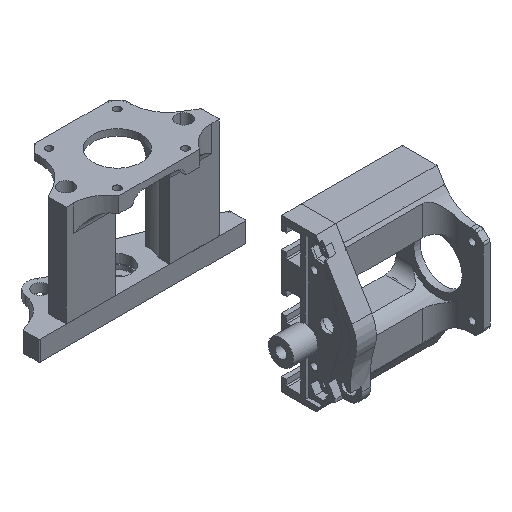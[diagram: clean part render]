
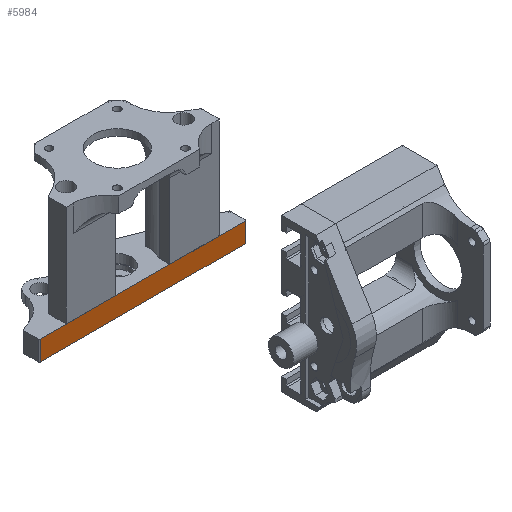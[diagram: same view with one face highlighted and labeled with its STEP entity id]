
A CAD part, isometric view. The second image highlights one B-rep face of the part: STEP entity #5984.
In plain terms, the highlighted planar face has unit normal (0, -1, 0).
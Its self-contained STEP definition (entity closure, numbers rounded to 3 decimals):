
#286=PLANE('',#6478);
#569=FACE_OUTER_BOUND('',#937,.T.);
#937=EDGE_LOOP('',(#5283,#5284,#5285,#5286));
#1516=LINE('',#9735,#2129);
#1538=LINE('',#9789,#2151);
#1539=LINE('',#9792,#2152);
#1540=LINE('',#9793,#2153);
#2129=VECTOR('',#7918,10.);
#2151=VECTOR('',#7972,10.);
#2152=VECTOR('',#7975,10.);
#2153=VECTOR('',#7976,10.);
#2924=VERTEX_POINT('',#9732);
#2925=VERTEX_POINT('',#9734);
#2941=VERTEX_POINT('',#9787);
#2942=VERTEX_POINT('',#9791);
#3719=EDGE_CURVE('',#2924,#2925,#1516,.T.);
#3747=EDGE_CURVE('',#2941,#2925,#1538,.T.);
#3748=EDGE_CURVE('',#2942,#2941,#1539,.T.);
#3749=EDGE_CURVE('',#2942,#2924,#1540,.T.);
#5283=ORIENTED_EDGE('',*,*,#3748,.T.);
#5284=ORIENTED_EDGE('',*,*,#3747,.T.);
#5285=ORIENTED_EDGE('',*,*,#3719,.F.);
#5286=ORIENTED_EDGE('',*,*,#3749,.F.);
#5984=ADVANCED_FACE('',(#569),#286,.T.);
#6478=AXIS2_PLACEMENT_3D('',#9790,#7973,#7974);
#7918=DIRECTION('',(1.,0.,0.));
#7972=DIRECTION('',(0.,0.,1.));
#7973=DIRECTION('center_axis',(0.,-1.,0.));
#7974=DIRECTION('ref_axis',(1.,0.,0.));
#7975=DIRECTION('',(1.,0.,0.));
#7976=DIRECTION('',(0.,0.,1.));
#9732=CARTESIAN_POINT('',(27.114,89.297,421.31));
#9734=CARTESIAN_POINT('',(120.114,89.297,421.31));
#9735=CARTESIAN_POINT('',(73.614,89.297,421.31));
#9787=CARTESIAN_POINT('',(120.114,89.297,412.31));
#9789=CARTESIAN_POINT('',(120.114,89.297,412.31));
#9790=CARTESIAN_POINT('Origin',(27.114,89.297,412.31));
#9791=CARTESIAN_POINT('',(27.114,89.297,412.31));
#9792=CARTESIAN_POINT('',(73.614,89.297,412.31));
#9793=CARTESIAN_POINT('',(27.114,89.297,412.31));
